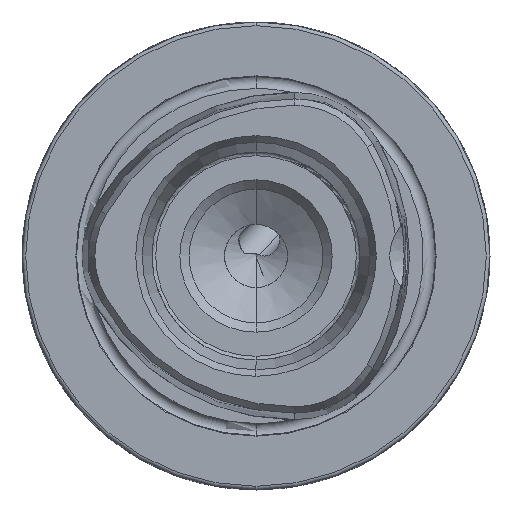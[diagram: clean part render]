
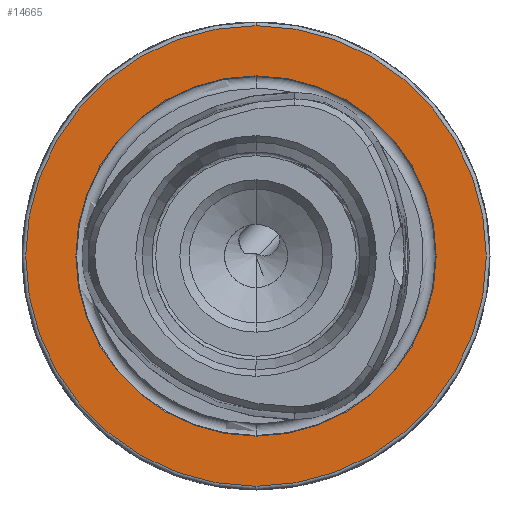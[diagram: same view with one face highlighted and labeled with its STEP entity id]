
A CAD part, left-side view. The second image highlights one B-rep face of the part: STEP entity #14665.
In plain terms, the highlighted planar face has unit normal (-1, 0, 0).
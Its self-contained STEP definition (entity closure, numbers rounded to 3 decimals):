
#535 = EDGE_LOOP ( 'NONE', ( #846, #847 ) ) ;
#536 = EDGE_LOOP ( 'NONE', ( #844, #845 ) ) ;
#844 = ORIENTED_EDGE ( 'NONE', *, *, #2639, .F. ) ;
#845 = ORIENTED_EDGE ( 'NONE', *, *, #2601, .F. ) ;
#846 = ORIENTED_EDGE ( 'NONE', *, *, #2605, .T. ) ;
#847 = ORIENTED_EDGE ( 'NONE', *, *, #2638, .T. ) ;
#2601 = EDGE_CURVE ( 'NONE', #13284, #13297, #10859, .T. ) ;
#2605 = EDGE_CURVE ( 'NONE', #13303, #13299, #10868, .T. ) ;
#2638 = EDGE_CURVE ( 'NONE', #13299, #13303, #10908, .T. ) ;
#2639 = EDGE_CURVE ( 'NONE', #13297, #13284, #10909, .T. ) ;
#4932 = CARTESIAN_POINT ( 'NONE',  ( 0., 0., 0. ) ) ;
#4933 = DIRECTION ( 'NONE',  ( -1., 0., 0. ) ) ;
#4934 = DIRECTION ( 'NONE',  ( 0., 0., 1. ) ) ;
#4935 = CARTESIAN_POINT ( 'NONE',  ( 0., 0., 0. ) ) ;
#4936 = DIRECTION ( 'NONE',  ( -1., 0., 0. ) ) ;
#4937 = DIRECTION ( 'NONE',  ( 0., 0., 1. ) ) ;
#5673 = CARTESIAN_POINT ( 'NONE',  ( 0., 0., 0. ) ) ;
#5674 = DIRECTION ( 'NONE',  ( -1., 0., 0. ) ) ;
#5675 = DIRECTION ( 'NONE',  ( 0., 0., 1. ) ) ;
#5684 = CARTESIAN_POINT ( 'NONE',  ( 0., 0., 0. ) ) ;
#5685 = DIRECTION ( 'NONE',  ( -1., 0., 0. ) ) ;
#5686 = DIRECTION ( 'NONE',  ( 0., 0., 1. ) ) ;
#6519 = AXIS2_PLACEMENT_3D ( 'NONE', #14094, #14099, #14100 ) ;
#7509 = CARTESIAN_POINT ( 'NONE',  ( 0., 0., -24.25 ) ) ;
#7522 = CARTESIAN_POINT ( 'NONE',  ( 0., 0., 24.25 ) ) ;
#7524 = CARTESIAN_POINT ( 'NONE',  ( 0., 0., -31. ) ) ;
#7528 = CARTESIAN_POINT ( 'NONE',  ( 0., 0., 31. ) ) ;
#9900 = AXIS2_PLACEMENT_3D ( 'NONE', #5673, #5674, #5675 ) ;
#9903 = AXIS2_PLACEMENT_3D ( 'NONE', #5684, #5685, #5686 ) ;
#9923 = AXIS2_PLACEMENT_3D ( 'NONE', #4932, #4933, #4934 ) ;
#9924 = AXIS2_PLACEMENT_3D ( 'NONE', #4935, #4936, #4937 ) ;
#10859 = CIRCLE ( 'NONE', #9900, 24.25 ) ;
#10868 = CIRCLE ( 'NONE', #9903, 31. ) ;
#10908 = CIRCLE ( 'NONE', #9923, 31. ) ;
#10909 = CIRCLE ( 'NONE', #9924, 24.25 ) ;
#13284 = VERTEX_POINT ( 'NONE', #7509 ) ;
#13297 = VERTEX_POINT ( 'NONE', #7522 ) ;
#13299 = VERTEX_POINT ( 'NONE', #7524 ) ;
#13303 = VERTEX_POINT ( 'NONE', #7528 ) ;
#14018 = FACE_OUTER_BOUND ( 'NONE', #535, .T. ) ;
#14024 = FACE_BOUND ( 'NONE', #536, .T. ) ;
#14094 = CARTESIAN_POINT ( 'NONE',  ( 0., 24.25, 0. ) ) ;
#14097 = PLANE ( 'NONE',  #6519 ) ;
#14099 = DIRECTION ( 'NONE',  ( 1., 0., 0. ) ) ;
#14100 = DIRECTION ( 'NONE',  ( 0., 0., -1. ) ) ;
#14665 = ADVANCED_FACE ( 'NONE', ( #14024, #14018 ), #14097, .F. ) ;
